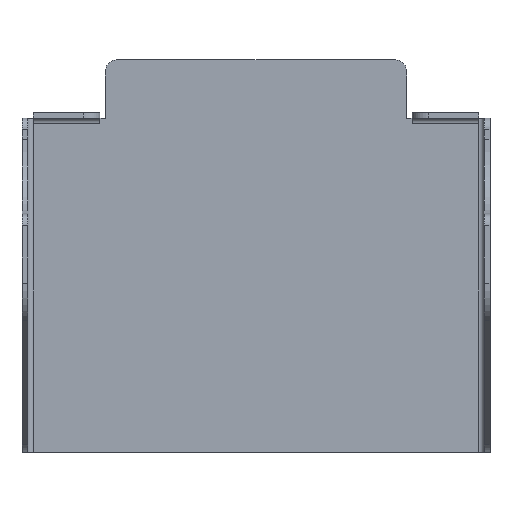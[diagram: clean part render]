
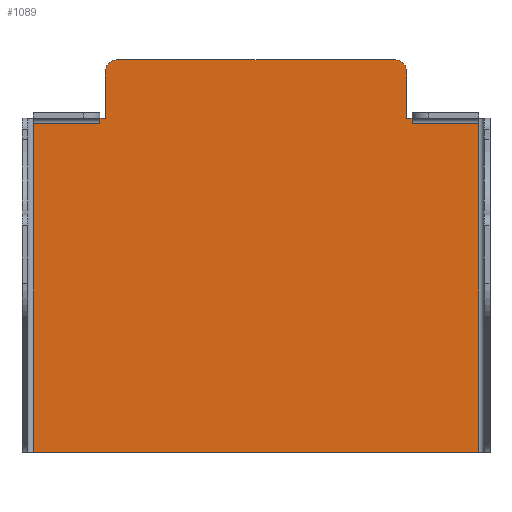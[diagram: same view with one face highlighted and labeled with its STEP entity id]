
A CAD part, front view. The second image highlights one B-rep face of the part: STEP entity #1089.
In plain terms, the highlighted planar face has unit normal (0, -1, 0).
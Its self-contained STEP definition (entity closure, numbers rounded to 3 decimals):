
#2=CARTESIAN_POINT('',(-25.05,0.,8.5));
#3=DIRECTION('',(0.,-1.,0.));
#4=DIRECTION('',(0.,0.,1.));
#5=AXIS2_PLACEMENT_3D('',#2,#3,#4);
#7=DIRECTION('',(1.,0.,0.));
#8=VECTOR('',#7,50.1);
#9=CARTESIAN_POINT('',(-25.05,0.,10.5));
#10=LINE('',#9,#8);
#11=CARTESIAN_POINT('',(25.05,0.,8.5));
#12=DIRECTION('',(0.,-1.,0.));
#13=DIRECTION('',(1.,0.,0.));
#14=AXIS2_PLACEMENT_3D('',#11,#12,#13);
#16=DIRECTION('',(0.,0.,-1.));
#17=VECTOR('',#16,8.5);
#18=CARTESIAN_POINT('',(27.05,0.,8.5));
#19=LINE('',#18,#17);
#20=DIRECTION('',(0.,0.,1.));
#21=VECTOR('',#20,1.);
#22=CARTESIAN_POINT('',(28.05,0.,-1.));
#23=LINE('',#22,#21);
#24=DIRECTION('',(0.,0.,1.));
#25=VECTOR('',#24,1.);
#26=CARTESIAN_POINT('',(-28.05,0.,-1.));
#27=LINE('',#26,#25);
#28=DIRECTION('',(0.,0.,1.));
#29=VECTOR('',#28,8.5);
#30=CARTESIAN_POINT('',(-27.05,0.,0.));
#31=LINE('',#30,#29);
#48=DIRECTION('',(-1.,0.,0.));
#49=VECTOR('',#48,1.);
#50=CARTESIAN_POINT('',(-27.05,0.,0.));
#51=LINE('',#50,#49);
#176=DIRECTION('',(-1.,0.,0.));
#177=VECTOR('',#176,12.);
#178=CARTESIAN_POINT('',(-28.05,0.,-1.));
#179=LINE('',#178,#177);
#219=DIRECTION('',(0.,0.,-1.));
#220=VECTOR('',#219,59.);
#221=CARTESIAN_POINT('',(-40.05,0.,-1.));
#222=LINE('',#221,#220);
#438=DIRECTION('',(1.,0.,0.));
#439=VECTOR('',#438,80.1);
#440=CARTESIAN_POINT('',(-40.05,0.,-60.));
#441=LINE('',#440,#439);
#615=DIRECTION('',(0.,0.,1.));
#616=VECTOR('',#615,59.);
#617=CARTESIAN_POINT('',(40.05,0.,-60.));
#618=LINE('',#617,#616);
#756=DIRECTION('',(-1.,0.,0.));
#757=VECTOR('',#756,12.);
#758=CARTESIAN_POINT('',(40.05,0.,-1.));
#759=LINE('',#758,#757);
#790=DIRECTION('',(-1.,0.,0.));
#791=VECTOR('',#790,1.);
#792=CARTESIAN_POINT('',(28.05,0.,0.));
#793=LINE('',#792,#791);
#836=CARTESIAN_POINT('',(40.05,0.,-60.));
#837=VERTEX_POINT('',#836);
#850=CARTESIAN_POINT('',(-40.05,0.,-60.));
#851=VERTEX_POINT('',#850);
#886=CARTESIAN_POINT('',(-40.05,0.,-1.));
#887=VERTEX_POINT('',#886);
#890=CARTESIAN_POINT('',(-28.05,0.,-1.));
#891=CARTESIAN_POINT('',(-28.05,0.,0.));
#892=VERTEX_POINT('',#890);
#893=VERTEX_POINT('',#891);
#918=CARTESIAN_POINT('',(40.05,0.,-1.));
#919=VERTEX_POINT('',#918);
#922=CARTESIAN_POINT('',(28.05,0.,-1.));
#923=CARTESIAN_POINT('',(28.05,0.,0.));
#924=VERTEX_POINT('',#922);
#925=VERTEX_POINT('',#923);
#982=CARTESIAN_POINT('',(-27.05,0.,0.));
#984=VERTEX_POINT('',#982);
#986=CARTESIAN_POINT('',(27.05,0.,0.));
#988=VERTEX_POINT('',#986);
#990=CARTESIAN_POINT('',(-25.05,0.,10.5));
#991=CARTESIAN_POINT('',(-27.05,0.,8.5));
#992=VERTEX_POINT('',#990);
#993=VERTEX_POINT('',#991);
#998=CARTESIAN_POINT('',(27.05,0.,8.5));
#999=CARTESIAN_POINT('',(25.05,0.,10.5));
#1000=VERTEX_POINT('',#998);
#1001=VERTEX_POINT('',#999);
#1054=CARTESIAN_POINT('',(0.,0.,0.));
#1055=DIRECTION('',(0.,1.,0.));
#1056=DIRECTION('',(1.,0.,0.));
#1057=AXIS2_PLACEMENT_3D('',#1054,#1055,#1056);
#1058=PLANE('',#1057);
#1060=ORIENTED_EDGE('',*,*,#1059,.F.);
#1062=ORIENTED_EDGE('',*,*,#1061,.T.);
#1064=ORIENTED_EDGE('',*,*,#1063,.F.);
#1066=ORIENTED_EDGE('',*,*,#1065,.T.);
#1068=ORIENTED_EDGE('',*,*,#1067,.F.);
#1070=ORIENTED_EDGE('',*,*,#1069,.F.);
#1072=ORIENTED_EDGE('',*,*,#1071,.F.);
#1074=ORIENTED_EDGE('',*,*,#1073,.F.);
#1076=ORIENTED_EDGE('',*,*,#1075,.F.);
#1078=ORIENTED_EDGE('',*,*,#1077,.F.);
#1080=ORIENTED_EDGE('',*,*,#1079,.F.);
#1082=ORIENTED_EDGE('',*,*,#1081,.T.);
#1084=ORIENTED_EDGE('',*,*,#1083,.F.);
#1086=ORIENTED_EDGE('',*,*,#1085,.T.);
#1087=EDGE_LOOP('',(#1060,#1062,#1064,#1066,#1068,#1070,#1072,#1074,#1076,#1078,
#1080,#1082,#1084,#1086));
#1088=FACE_OUTER_BOUND('',#1087,.F.);
#6=CIRCLE('',#5,2.);
#15=CIRCLE('',#14,2.);
#1059=EDGE_CURVE('',#992,#993,#6,.T.);
#1061=EDGE_CURVE('',#992,#1001,#10,.T.);
#1063=EDGE_CURVE('',#1000,#1001,#15,.T.);
#1065=EDGE_CURVE('',#1000,#988,#19,.T.);
#1067=EDGE_CURVE('',#925,#988,#793,.T.);
#1069=EDGE_CURVE('',#924,#925,#23,.T.);
#1071=EDGE_CURVE('',#919,#924,#759,.T.);
#1073=EDGE_CURVE('',#837,#919,#618,.T.);
#1075=EDGE_CURVE('',#851,#837,#441,.T.);
#1077=EDGE_CURVE('',#887,#851,#222,.T.);
#1079=EDGE_CURVE('',#892,#887,#179,.T.);
#1081=EDGE_CURVE('',#892,#893,#27,.T.);
#1083=EDGE_CURVE('',#984,#893,#51,.T.);
#1085=EDGE_CURVE('',#984,#993,#31,.T.);
#1089=ADVANCED_FACE('',(#1088),#1058,.F.);
